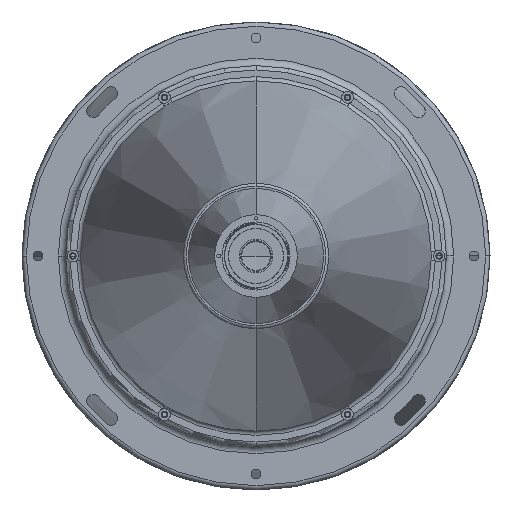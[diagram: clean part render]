
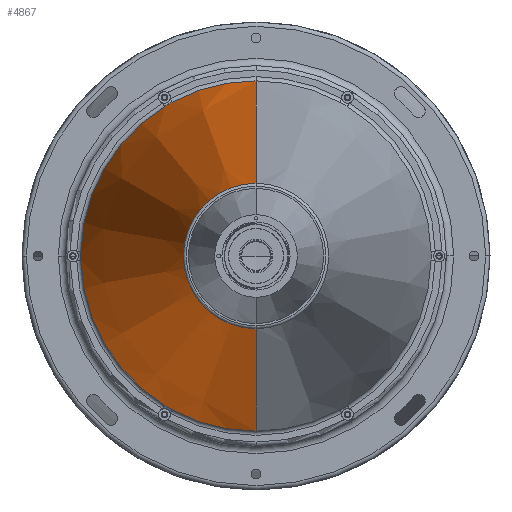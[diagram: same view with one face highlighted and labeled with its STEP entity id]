
A CAD part, left-side view. The second image highlights one B-rep face of the part: STEP entity #4867.
In plain terms, the highlighted conical face has half-angle 12.513 degrees and reference radius 121 mm.
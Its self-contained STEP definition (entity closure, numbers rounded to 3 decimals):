
#190 = CARTESIAN_POINT ( 'NONE',  ( 522.883, 62.77, -102.835 ) ) ;
#244 = CARTESIAN_POINT ( 'NONE',  ( 522.883, 57.673, -105.778 ) ) ;
#448 = DIRECTION ( 'NONE',  ( -1., 0., 0. ) ) ;
#451 = ORIENTED_EDGE ( 'NONE', *, *, #10869, .T. ) ;
#545 = ORIENTED_EDGE ( 'NONE', *, *, #12144, .T. ) ;
#834 = CARTESIAN_POINT ( 'NONE',  ( 523.176, 120.54, -0.956 ) ) ;
#998 = CARTESIAN_POINT ( 'NONE',  ( 523.284, 60.467, 104.309 ) ) ;
#1027 = AXIS2_PLACEMENT_3D ( 'NONE', #5215, #12697, #6283 ) ;
#1127 = CARTESIAN_POINT ( 'NONE',  ( 522.883, 0., 120.478 ) ) ;
#1294 = ORIENTED_EDGE ( 'NONE', *, *, #7969, .T. ) ;
#1421 = B_SPLINE_CURVE_WITH_KNOTS ( 'NONE', 3,
 ( #190, #6633, #2358, #9880, #3459, #10914, #4549, #11994, #5596, #13082, #6676, #244 ),
 .UNSPECIFIED., .F., .F.,
 ( 4, 2, 2, 2, 2, 4 ),
 ( 0., 0.001, 0.003, 0.004, 0.004, 0.006 ),
 .UNSPECIFIED. ) ;
#1485 = LINE ( 'NONE', #5675, #12530 ) ;
#1933 = CARTESIAN_POINT ( 'NONE',  ( 522.966, 120.482, -1.94 ) ) ;
#2030 = CARTESIAN_POINT ( 'NONE',  ( 522.883, 120.443, -2.943 ) ) ;
#2094 = CARTESIAN_POINT ( 'NONE',  ( 523.176, 61.098, 103.912 ) ) ;
#2203 = CARTESIAN_POINT ( 'NONE',  ( 522.883, 0., 0. ) ) ;
#2358 = CARTESIAN_POINT ( 'NONE',  ( 522.962, 61.943, -103.357 ) ) ;
#2367 = CARTESIAN_POINT ( 'NONE',  ( 525.233, 0., 121. ) ) ;
#2385 = VERTEX_POINT ( 'NONE', #11188 ) ;
#2437 = B_SPLINE_CURVE_WITH_KNOTS ( 'NONE', 3,
 ( #6340, #10622, #4226, #13820, #7454, #998, #8491, #2094, #9595, #3180, #10664, #4277 ),
 .UNSPECIFIED., .F., .F.,
 ( 4, 2, 2, 2, 2, 4 ),
 ( 0., 0.001, 0.003, 0.004, 0.004, 0.006 ),
 .UNSPECIFIED. ) ;
#2999 = VECTOR ( 'NONE', #8784, 1000. ) ;
#3018 = ORIENTED_EDGE ( 'NONE', *, *, #6367, .T. ) ;
#3023 = CARTESIAN_POINT ( 'NONE',  ( 522.883, 120.443, -2.943 ) ) ;
#3029 = CARTESIAN_POINT ( 'NONE',  ( 525.233, 0., 0. ) ) ;
#3180 = CARTESIAN_POINT ( 'NONE',  ( 522.966, 61.921, 103.371 ) ) ;
#3299 = DIRECTION ( 'NONE',  ( 0., 0., -1. ) ) ;
#3335 = LINE ( 'NONE', #2367, #2999 ) ;
#3459 = CARTESIAN_POINT ( 'NONE',  ( 523.277, 60.737, -104.151 ) ) ;
#3468 = AXIS2_PLACEMENT_3D ( 'NONE', #5068, #12549, #6135 ) ;
#4058 = CARTESIAN_POINT ( 'NONE',  ( 522.883, 120.455, 2.449 ) ) ;
#4106 = VERTEX_POINT ( 'NONE', #7217 ) ;
#4226 = CARTESIAN_POINT ( 'NONE',  ( 522.962, 58.538, 105.322 ) ) ;
#4277 = CARTESIAN_POINT ( 'NONE',  ( 522.883, 62.77, 102.835 ) ) ;
#4487 = AXIS2_PLACEMENT_3D ( 'NONE', #3029, #7288, #9485 ) ;
#4548 = AXIS2_PLACEMENT_3D ( 'NONE', #5630, #13123, #6713 ) ;
#4549 = CARTESIAN_POINT ( 'NONE',  ( 523.259, 59.881, -104.64 ) ) ;
#4655 = CARTESIAN_POINT ( 'NONE',  ( 522.883, 120.443, 2.943 ) ) ;
#4867 = ADVANCED_FACE ( 'NONE', ( #6094 ), #6205, .T. ) ;
#5021 = CIRCLE ( 'NONE', #13724, 120.478 ) ;
#5022 = VERTEX_POINT ( 'NONE', #1127 ) ;
#5068 = CARTESIAN_POINT ( 'NONE',  ( 522.883, 0., 0. ) ) ;
#5121 = CARTESIAN_POINT ( 'NONE',  ( 522.883, 120.443, 2.943 ) ) ;
#5215 = CARTESIAN_POINT ( 'NONE',  ( 522.883, 0., 0. ) ) ;
#5596 = CARTESIAN_POINT ( 'NONE',  ( 523.12, 59.222, -104.979 ) ) ;
#5630 = CARTESIAN_POINT ( 'NONE',  ( 205.304, 0., 0. ) ) ;
#5645 = CARTESIAN_POINT ( 'NONE',  ( 522.883, 57.673, -105.778 ) ) ;
#5675 = CARTESIAN_POINT ( 'NONE',  ( 525.233, 0., -121. ) ) ;
#6042 = CARTESIAN_POINT ( 'NONE',  ( 205.304, 0., -50. ) ) ;
#6094 = FACE_OUTER_BOUND ( 'NONE', #9510, .T. ) ;
#6135 = DIRECTION ( 'NONE',  ( 0., 0., -1. ) ) ;
#6185 = CARTESIAN_POINT ( 'NONE',  ( 523.277, 120.566, 0.525 ) ) ;
#6205 = CONICAL_SURFACE ( 'NONE', #4487, 121., 0.218 ) ;
#6258 = CARTESIAN_POINT ( 'NONE',  ( 522.883, 57.673, 105.778 ) ) ;
#6283 = DIRECTION ( 'NONE',  ( 0., 0., -1. ) ) ;
#6289 = ORIENTED_EDGE ( 'NONE', *, *, #10418, .F. ) ;
#6340 = CARTESIAN_POINT ( 'NONE',  ( 522.883, 57.673, 105.778 ) ) ;
#6367 = EDGE_CURVE ( 'NONE', #10775, #4106, #10695, .T. ) ;
#6633 = CARTESIAN_POINT ( 'NONE',  ( 522.883, 62.348, -103.092 ) ) ;
#6676 = CARTESIAN_POINT ( 'NONE',  ( 522.883, 58.119, -105.534 ) ) ;
#6713 = DIRECTION ( 'NONE',  ( 0., 0., -1. ) ) ;
#6774 = ORIENTED_EDGE ( 'NONE', *, *, #12705, .T. ) ;
#6825 = AXIS2_PLACEMENT_3D ( 'NONE', #2203, #9718, #3299 ) ;
#6847 = VERTEX_POINT ( 'NONE', #6042 ) ;
#6885 = CARTESIAN_POINT ( 'NONE',  ( 522.883, 0., 0. ) ) ;
#6908 = EDGE_CURVE ( 'NONE', #11139, #10775, #9062, .T. ) ;
#7217 = CARTESIAN_POINT ( 'NONE',  ( 522.883, 62.77, -102.835 ) ) ;
#7284 = CARTESIAN_POINT ( 'NONE',  ( 523.259, 120.561, -0.461 ) ) ;
#7288 = DIRECTION ( 'NONE',  ( 1., 0., 0. ) ) ;
#7423 = VERTEX_POINT ( 'NONE', #5645 ) ;
#7454 = CARTESIAN_POINT ( 'NONE',  ( 523.277, 59.829, 104.676 ) ) ;
#7470 = EDGE_CURVE ( 'NONE', #8950, #11139, #8343, .T. ) ;
#7961 = DIRECTION ( 'NONE',  ( 0., 0., -1. ) ) ;
#7969 = EDGE_CURVE ( 'NONE', #12487, #8950, #2437, .T. ) ;
#8319 = CARTESIAN_POINT ( 'NONE',  ( 523.12, 120.526, -1.202 ) ) ;
#8343 = CIRCLE ( 'NONE', #6825, 120.478 ) ;
#8491 = CARTESIAN_POINT ( 'NONE',  ( 523.259, 60.68, 104.179 ) ) ;
#8747 = ORIENTED_EDGE ( 'NONE', *, *, #6908, .T. ) ;
#8784 = DIRECTION ( 'NONE',  ( 0.976, 0., 0.217 ) ) ;
#8950 = VERTEX_POINT ( 'NONE', #10241 ) ;
#9062 = B_SPLINE_CURVE_WITH_KNOTS ( 'NONE', 3,
 ( #5121, #4058, #10473, #12593, #6185, #13651, #7284, #834, #8319, #1933, #9424, #3023 ),
 .UNSPECIFIED., .F., .F.,
 ( 4, 2, 2, 2, 2, 4 ),
 ( 0., 0.001, 0.003, 0.004, 0.004, 0.006 ),
 .UNSPECIFIED. ) ;
#9096 = CIRCLE ( 'NONE', #3468, 120.478 ) ;
#9424 = CARTESIAN_POINT ( 'NONE',  ( 522.883, 120.455, -2.435 ) ) ;
#9485 = DIRECTION ( 'NONE',  ( 0., 0., -1. ) ) ;
#9510 = EDGE_LOOP ( 'NONE', ( #10309, #11933, #451, #1294, #10326, #8747, #3018, #6774, #545, #6289 ) ) ;
#9595 = CARTESIAN_POINT ( 'NONE',  ( 523.12, 61.304, 103.777 ) ) ;
#9718 = DIRECTION ( 'NONE',  ( -1., 0., 0. ) ) ;
#9880 = CARTESIAN_POINT ( 'NONE',  ( 523.161, 61.138, -103.886 ) ) ;
#10241 = CARTESIAN_POINT ( 'NONE',  ( 522.883, 62.77, 102.835 ) ) ;
#10309 = ORIENTED_EDGE ( 'NONE', *, *, #11615, .T. ) ;
#10326 = ORIENTED_EDGE ( 'NONE', *, *, #7470, .T. ) ;
#10418 = EDGE_CURVE ( 'NONE', #6847, #12020, #1485, .T. ) ;
#10473 = CARTESIAN_POINT ( 'NONE',  ( 522.962, 120.481, 1.966 ) ) ;
#10622 = CARTESIAN_POINT ( 'NONE',  ( 522.883, 58.106, 105.541 ) ) ;
#10664 = CARTESIAN_POINT ( 'NONE',  ( 522.883, 62.336, 103.1 ) ) ;
#10695 = CIRCLE ( 'NONE', #1027, 120.478 ) ;
#10775 = VERTEX_POINT ( 'NONE', #2030 ) ;
#10869 = EDGE_CURVE ( 'NONE', #5022, #12487, #5021, .T. ) ;
#10914 = CARTESIAN_POINT ( 'NONE',  ( 523.284, 60.101, -104.52 ) ) ;
#11062 = EDGE_CURVE ( 'NONE', #2385, #5022, #3335, .T. ) ;
#11139 = VERTEX_POINT ( 'NONE', #4655 ) ;
#11188 = CARTESIAN_POINT ( 'NONE',  ( 205.304, 0., 50. ) ) ;
#11615 = EDGE_CURVE ( 'NONE', #6847, #2385, #12113, .T. ) ;
#11933 = ORIENTED_EDGE ( 'NONE', *, *, #11062, .T. ) ;
#11994 = CARTESIAN_POINT ( 'NONE',  ( 523.176, 59.442, -104.869 ) ) ;
#12020 = VERTEX_POINT ( 'NONE', #12211 ) ;
#12069 = DIRECTION ( 'NONE',  ( 0.976, 0., -0.217 ) ) ;
#12113 = CIRCLE ( 'NONE', #4548, 50. ) ;
#12144 = EDGE_CURVE ( 'NONE', #7423, #12020, #9096, .T. ) ;
#12211 = CARTESIAN_POINT ( 'NONE',  ( 522.883, 0., -120.478 ) ) ;
#12487 = VERTEX_POINT ( 'NONE', #6258 ) ;
#12530 = VECTOR ( 'NONE', #12069, 1000. ) ;
#12549 = DIRECTION ( 'NONE',  ( -1., 0., 0. ) ) ;
#12593 = CARTESIAN_POINT ( 'NONE',  ( 523.161, 120.537, 1.004 ) ) ;
#12697 = DIRECTION ( 'NONE',  ( -1., 0., 0. ) ) ;
#12705 = EDGE_CURVE ( 'NONE', #4106, #7423, #1421, .T. ) ;
#13082 = CARTESIAN_POINT ( 'NONE',  ( 522.966, 58.561, -105.311 ) ) ;
#13123 = DIRECTION ( 'NONE',  ( 1., 0., 0. ) ) ;
#13651 = CARTESIAN_POINT ( 'NONE',  ( 523.284, 120.568, -0.212 ) ) ;
#13724 = AXIS2_PLACEMENT_3D ( 'NONE', #6885, #448, #7961 ) ;
#13820 = CARTESIAN_POINT ( 'NONE',  ( 523.161, 59.399, 104.89 ) ) ;
